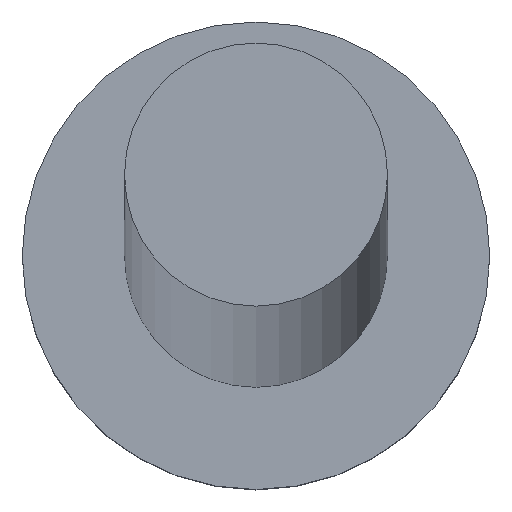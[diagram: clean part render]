
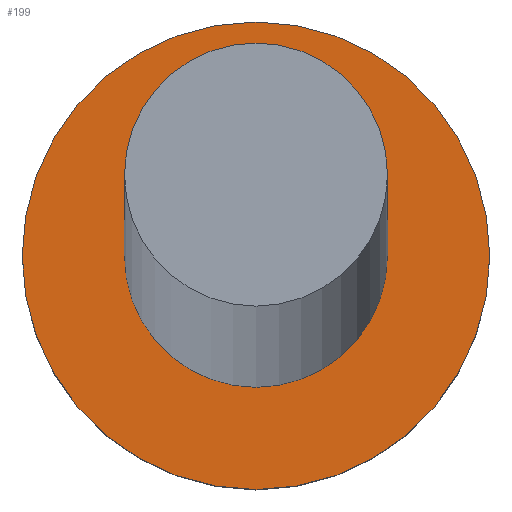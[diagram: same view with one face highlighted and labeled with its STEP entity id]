
A CAD part, top view. The second image highlights one B-rep face of the part: STEP entity #199.
In plain terms, the highlighted planar face has unit normal (0, 0, 1).
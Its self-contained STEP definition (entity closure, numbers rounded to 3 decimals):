
#6 = CARTESIAN_POINT ( 'NONE',  ( 0., 0., 4. ) ) ;
#17 = DIRECTION ( 'NONE',  ( 1., 0., 0. ) ) ;
#19 = AXIS2_PLACEMENT_3D ( 'NONE', #220, #200, #48 ) ;
#20 = CIRCLE ( 'NONE', #166, 2.25 ) ;
#26 = DIRECTION ( 'NONE',  ( 1., 0., 0. ) ) ;
#34 = VERTEX_POINT ( 'NONE', #75 ) ;
#38 = DIRECTION ( 'NONE',  ( 1., 0., 0. ) ) ;
#43 = CARTESIAN_POINT ( 'NONE',  ( 0., 0., 4. ) ) ;
#47 = DIRECTION ( 'NONE',  ( 0., 0., 1. ) ) ;
#48 = DIRECTION ( 'NONE',  ( 1., 0., 0. ) ) ;
#49 = EDGE_CURVE ( 'NONE', #34, #168, #225, .T. ) ;
#58 = EDGE_LOOP ( 'NONE', ( #187, #125 ) ) ;
#60 = CARTESIAN_POINT ( 'NONE',  ( -2.25, 0., 4. ) ) ;
#67 = VERTEX_POINT ( 'NONE', #214 ) ;
#69 = ORIENTED_EDGE ( 'NONE', *, *, #49, .T. ) ;
#75 = CARTESIAN_POINT ( 'NONE',  ( -4., 0., 4. ) ) ;
#91 = EDGE_LOOP ( 'NONE', ( #69, #107 ) ) ;
#102 = FACE_OUTER_BOUND ( 'NONE', #91, .T. ) ;
#107 = ORIENTED_EDGE ( 'NONE', *, *, #131, .T. ) ;
#113 = DIRECTION ( 'NONE',  ( 0., 0., 1. ) ) ;
#114 = DIRECTION ( 'NONE',  ( 1., 0., 0. ) ) ;
#121 = CIRCLE ( 'NONE', #19, 2.25 ) ;
#122 = CARTESIAN_POINT ( 'NONE',  ( 4., 0., 4. ) ) ;
#125 = ORIENTED_EDGE ( 'NONE', *, *, #158, .F. ) ;
#131 = EDGE_CURVE ( 'NONE', #168, #34, #198, .T. ) ;
#143 = VERTEX_POINT ( 'NONE', #60 ) ;
#158 = EDGE_CURVE ( 'NONE', #67, #143, #20, .T. ) ;
#160 = FACE_BOUND ( 'NONE', #58, .T. ) ;
#166 = AXIS2_PLACEMENT_3D ( 'NONE', #212, #196, #38 ) ;
#168 = VERTEX_POINT ( 'NONE', #122 ) ;
#170 = EDGE_CURVE ( 'NONE', #143, #67, #121, .T. ) ;
#177 = DIRECTION ( 'NONE',  ( 0., 0., 1. ) ) ;
#183 = PLANE ( 'NONE',  #188 ) ;
#187 = ORIENTED_EDGE ( 'NONE', *, *, #170, .F. ) ;
#188 = AXIS2_PLACEMENT_3D ( 'NONE', #6, #47, #26 ) ;
#196 = DIRECTION ( 'NONE',  ( 0., 0., 1. ) ) ;
#198 = CIRCLE ( 'NONE', #242, 4. ) ;
#199 = ADVANCED_FACE ( 'NONE', ( #160, #102 ), #183, .T. ) ;
#200 = DIRECTION ( 'NONE',  ( 0., 0., 1. ) ) ;
#212 = CARTESIAN_POINT ( 'NONE',  ( 0., 0., 4. ) ) ;
#214 = CARTESIAN_POINT ( 'NONE',  ( 2.25, 0., 4. ) ) ;
#220 = CARTESIAN_POINT ( 'NONE',  ( 0., 0., 4. ) ) ;
#225 = CIRCLE ( 'NONE', #246, 4. ) ;
#227 = CARTESIAN_POINT ( 'NONE',  ( 0., 0., 4. ) ) ;
#242 = AXIS2_PLACEMENT_3D ( 'NONE', #43, #177, #17 ) ;
#246 = AXIS2_PLACEMENT_3D ( 'NONE', #227, #113, #114 ) ;
